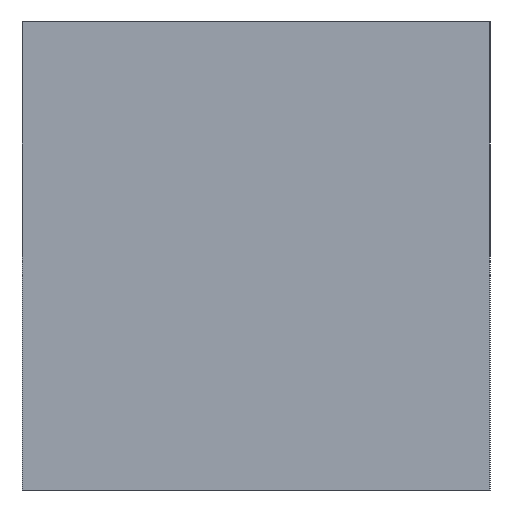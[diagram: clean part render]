
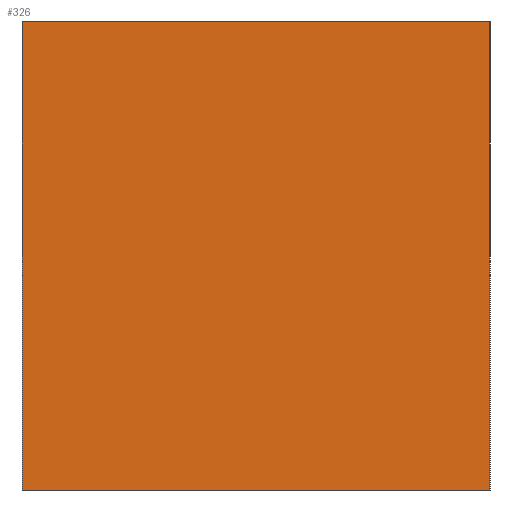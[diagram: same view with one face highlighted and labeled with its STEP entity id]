
A CAD part, left-side view. The second image highlights one B-rep face of the part: STEP entity #326.
In plain terms, the highlighted planar face has unit normal (-1, 0, 0).
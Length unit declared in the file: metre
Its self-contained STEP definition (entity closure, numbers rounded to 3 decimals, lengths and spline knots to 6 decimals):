
#32=LINE('',#514,#60);
#39=LINE('',#529,#67);
#41=LINE('',#536,#69);
#42=LINE('',#537,#70);
#60=VECTOR('',#414,1.);
#67=VECTOR('',#427,1.);
#69=VECTOR('',#435,1.);
#70=VECTOR('',#436,1.);
#112=ORIENTED_EDGE('',*,*,#182,.T.);
#113=ORIENTED_EDGE('',*,*,#185,.T.);
#114=ORIENTED_EDGE('',*,*,#174,.F.);
#115=ORIENTED_EDGE('',*,*,#186,.F.);
#174=EDGE_CURVE('',#212,#210,#32,.T.);
#182=EDGE_CURVE('',#218,#217,#39,.T.);
#185=EDGE_CURVE('',#217,#210,#41,.T.);
#186=EDGE_CURVE('',#218,#212,#42,.T.);
#210=VERTEX_POINT('',#509);
#212=VERTEX_POINT('',#513);
#217=VERTEX_POINT('',#528);
#218=VERTEX_POINT('',#530);
#251=EDGE_LOOP('',(#112,#113,#114,#115));
#285=FACE_BOUND('',#251,.T.);
#312=PLANE('',#363);
#326=ADVANCED_FACE('',(#285),#312,.F.);
#363=AXIS2_PLACEMENT_3D('',#535,#433,#434);
#414=DIRECTION('',(0.,0.,-1.));
#427=DIRECTION('',(0.,0.,-1.));
#433=DIRECTION('',(1.,0.,0.));
#434=DIRECTION('',(0.,0.,-1.));
#435=DIRECTION('',(0.,-1.,0.));
#436=DIRECTION('',(0.,-1.,0.));
#509=CARTESIAN_POINT('',(0.064,0.054569,-0.005));
#513=CARTESIAN_POINT('',(0.064,0.054569,0.015));
#514=CARTESIAN_POINT('',(0.064,0.054569,0.015));
#528=CARTESIAN_POINT('',(0.064,0.074569,-0.005));
#529=CARTESIAN_POINT('',(0.064,0.074569,0.015));
#530=CARTESIAN_POINT('',(0.064,0.074569,0.015));
#535=CARTESIAN_POINT('',(0.064,0.064569,0.015));
#536=CARTESIAN_POINT('',(0.064,0.064569,-0.005));
#537=CARTESIAN_POINT('',(0.064,0.064569,0.015));
